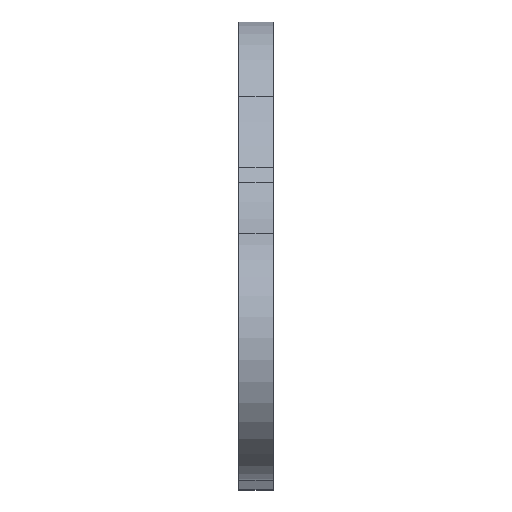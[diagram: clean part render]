
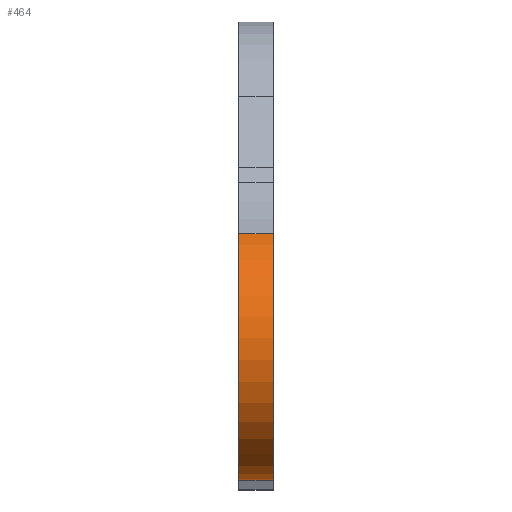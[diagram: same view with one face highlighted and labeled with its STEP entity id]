
A CAD part, front view. The second image highlights one B-rep face of the part: STEP entity #464.
In plain terms, the highlighted cylindrical face has radius 12.123 mm (diameter 24.245 mm), a partial arc.
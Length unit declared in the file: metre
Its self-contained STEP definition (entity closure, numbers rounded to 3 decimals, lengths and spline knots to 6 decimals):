
#21=CYLINDRICAL_SURFACE('',#538,0.012123);
#50=LINE('',#805,#73);
#51=LINE('',#807,#74);
#73=VECTOR('',#653,1.);
#74=VECTOR('',#656,1.);
#138=ORIENTED_EDGE('',*,*,#250,.F.);
#139=ORIENTED_EDGE('',*,*,#220,.F.);
#140=ORIENTED_EDGE('',*,*,#251,.F.);
#141=ORIENTED_EDGE('',*,*,#240,.T.);
#220=EDGE_CURVE('',#279,#280,#321,.T.);
#240=EDGE_CURVE('',#300,#299,#339,.T.);
#250=EDGE_CURVE('',#280,#299,#50,.F.);
#251=EDGE_CURVE('',#300,#279,#51,.T.);
#279=VERTEX_POINT('',#744);
#280=VERTEX_POINT('',#746);
#299=VERTEX_POINT('',#785);
#300=VERTEX_POINT('',#787);
#321=CIRCLE('',#513,0.012123);
#339=CIRCLE('',#532,0.012123);
#367=EDGE_LOOP('',(#138,#139,#140,#141));
#422=FACE_BOUND('',#367,.T.);
#464=ADVANCED_FACE('',(#422),#21,.T.);
#513=AXIS2_PLACEMENT_3D('',#745,#595,#596);
#532=AXIS2_PLACEMENT_3D('',#786,#635,#636);
#538=AXIS2_PLACEMENT_3D('',#806,#654,#655);
#595=DIRECTION('',(-1.,0.,0.));
#596=DIRECTION('',(0.,0.375,0.927));
#635=DIRECTION('',(-1.,0.,0.));
#636=DIRECTION('',(0.,0.375,0.927));
#653=DIRECTION('',(-1.,0.,0.));
#654=DIRECTION('',(-1.,0.,0.));
#655=DIRECTION('',(0.,-0.375,-0.927));
#656=DIRECTION('',(-1.,0.,0.));
#744=CARTESIAN_POINT('',(-0.009092,0.87692,-0.060392));
#745=CARTESIAN_POINT('',(-0.009092,0.874464,-0.048521));
#746=CARTESIAN_POINT('',(-0.009092,0.869063,-0.037668));
#785=CARTESIAN_POINT('',(-0.005917,0.869063,-0.037668));
#786=CARTESIAN_POINT('',(-0.005917,0.874464,-0.048521));
#787=CARTESIAN_POINT('',(-0.005917,0.87692,-0.060392));
#805=CARTESIAN_POINT('',(-0.003031,0.869063,-0.037668));
#806=CARTESIAN_POINT('',(-0.003031,0.874464,-0.048521));
#807=CARTESIAN_POINT('',(-0.003031,0.87692,-0.060392));
